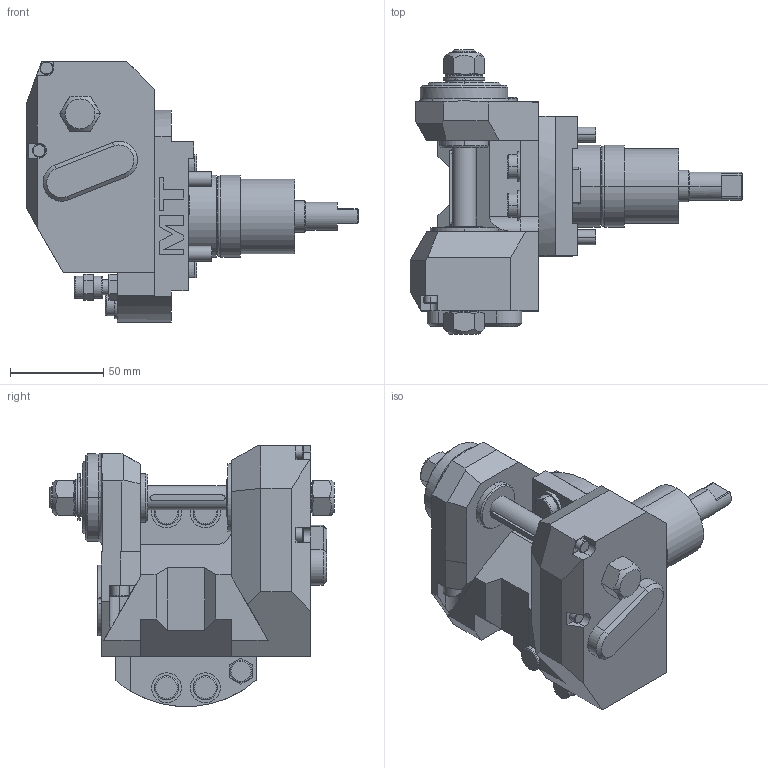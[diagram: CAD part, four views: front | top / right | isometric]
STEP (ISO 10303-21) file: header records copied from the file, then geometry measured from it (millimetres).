
FILE_DESCRIPTION((''),'2;1');
FILE_NAME('NKM1072113_CONF','2023-06-15T10:45:47',('gvalli'),('M.T. srl'),'CREO PARAMETRIC BY PTC INC, 2021072','CREO PARAMETRIC BY PTC INC, 2021072','');
FILE_SCHEMA(('CONFIG_CONTROL_DESIGN'));
Length unit declared in the file: millimetre
Products named in the file (1): NKM1072113_CONF
Bounding box: 178 x 152.5 x 139.87 mm (x, y, z)
Volume: 868997.7 mm3; surface area: 84928.8 mm2
Topology: 1 solids, 1 shells, 388 faces, 961 edges, 621 vertices
Faces by surface type: plane 224, cylinder 102, cone 34, torus 24, extrusion 4
Entity records: 12383 total; most frequent: CARTESIAN_POINT 2982, DIRECTION 1958, ORIENTED_EDGE 1922, EDGE_CURVE 961, AXIS2_PLACEMENT_3D 678, VERTEX_POINT 621, VECTOR 602, LINE 598
